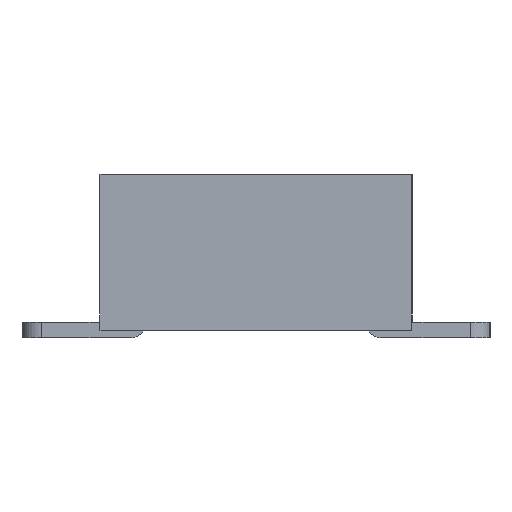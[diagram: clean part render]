
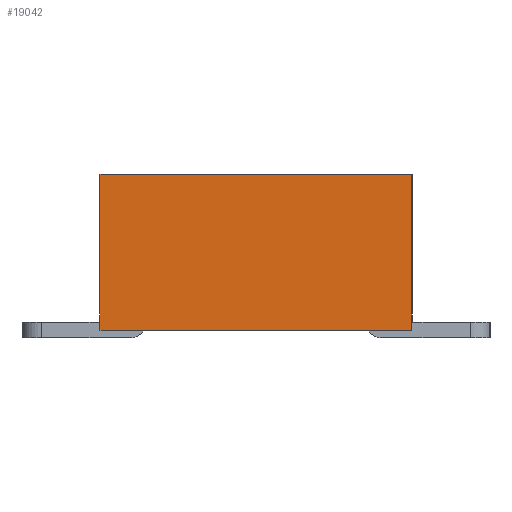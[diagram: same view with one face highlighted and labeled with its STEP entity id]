
A CAD part, front view. The second image highlights one B-rep face of the part: STEP entity #19042.
In plain terms, the highlighted face is planar.
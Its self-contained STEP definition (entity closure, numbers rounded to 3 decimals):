
#588=PLANE('',#20870);
#7004=ORIENTED_EDGE('',*,*,#9959,.T.);
#7005=ORIENTED_EDGE('',*,*,#9976,.F.);
#7006=ORIENTED_EDGE('',*,*,#9967,.F.);
#7007=ORIENTED_EDGE('',*,*,#9977,.T.);
#9959=EDGE_CURVE('',#11743,#11742,#13605,.T.);
#9967=EDGE_CURVE('',#11748,#11749,#13613,.T.);
#9976=EDGE_CURVE('',#11749,#11742,#13622,.T.);
#9977=EDGE_CURVE('',#11748,#11743,#13623,.T.);
#11742=VERTEX_POINT('',#32768);
#11743=VERTEX_POINT('',#32770);
#11748=VERTEX_POINT('',#32783);
#11749=VERTEX_POINT('',#32785);
#13605=LINE('',#32769,#15479);
#13613=LINE('',#32784,#15487);
#13622=LINE('',#32796,#15496);
#13623=LINE('',#32798,#15497);
#15479=VECTOR('',#26078,1000.);
#15487=VECTOR('',#26088,1000.);
#15496=VECTOR('',#26101,1000.);
#15497=VECTOR('',#26104,1000.);
#16524=EDGE_LOOP('',(#7004,#7005,#7006,#7007));
#17580=FACE_BOUND('',#16524,.T.);
#19042=ADVANCED_FACE('',(#17580),#588,.F.);
#20870=AXIS2_PLACEMENT_3D('',#32797,#26102,#26103);
#26078=DIRECTION('',(0.,0.,-1.));
#26088=DIRECTION('',(0.,0.,-1.));
#26101=DIRECTION('',(0.,1.,0.));
#26102=DIRECTION('',(1.,0.,0.));
#26103=DIRECTION('',(0.,0.,-1.));
#26104=DIRECTION('',(0.,1.,0.));
#32768=CARTESIAN_POINT('',(-7.,2.,-1.));
#32769=CARTESIAN_POINT('',(-7.,2.,1.));
#32770=CARTESIAN_POINT('',(-7.,2.,1.));
#32783=CARTESIAN_POINT('',(-7.,-2.,1.));
#32784=CARTESIAN_POINT('',(-7.,-2.,1.));
#32785=CARTESIAN_POINT('',(-7.,-2.,-1.));
#32796=CARTESIAN_POINT('',(-7.,-2.,-1.));
#32797=CARTESIAN_POINT('',(-7.,-2.,1.));
#32798=CARTESIAN_POINT('',(-7.,-2.,1.));
